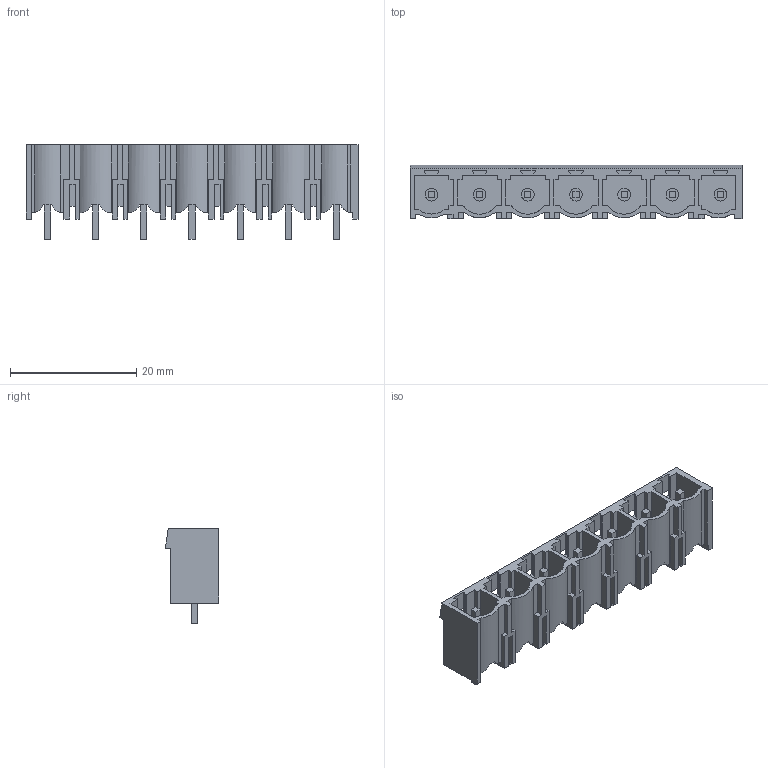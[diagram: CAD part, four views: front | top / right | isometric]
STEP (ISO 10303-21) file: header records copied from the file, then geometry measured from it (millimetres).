
FILE_DESCRIPTION(('CATIA V5 STEP Exchange','CAx-IF Rec.Pracs.--- Model Styling and Organization---1.4--- 2014-01-23'),'2;1');
FILE_NAME ('D1448645_2_1122590000_1122590000.stp','2021-05-20T12:38:09+00:00',('none'),('Weidmueller'),'CATIA Version 5-6 Release 2016 SP3 HF44','CATIA V5 STEP AP214','none');
FILE_SCHEMA(('AUTOMOTIVE_DESIGN { 1 0 10303 214 1 1 1 1 }'));
Length unit declared in the file: millimetre
Products named in the file (1): 1122590000
Bounding box: 52.52 x 8.4 x 14.95 mm (x, y, z)
Volume: 1903.6 mm3; surface area: 4671.7 mm2
Topology: 8 solids, 8 shells, 346 faces, 991 edges, 661 vertices
Faces by surface type: plane 294, cylinder 52
Entity records: 10691 total; most frequent: CARTESIAN_POINT 2162, ORIENTED_EDGE 1982, DIRECTION 1391, EDGE_CURVE 991, VECTOR 872, LINE 872, VERTEX_POINT 661, EDGE_LOOP 360
